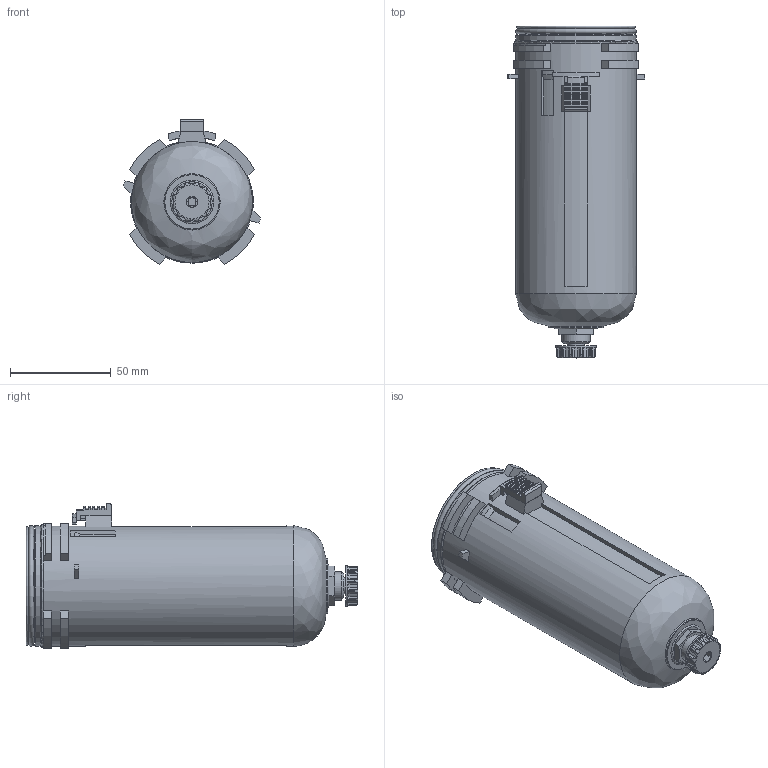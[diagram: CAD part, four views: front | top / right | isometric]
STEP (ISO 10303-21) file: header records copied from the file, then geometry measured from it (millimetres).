
FILE_DESCRIPTION( ( 'STEP AP203' ), ' ' );
FILE_NAME( '90004.0200.stp', '2017-03-10T08:46:38', ( '' ), ( '' ), ' ', 'PARTsolutions', ' ' );
FILE_SCHEMA( ( 'CONFIG_CONTROL_DESIGN' ) );
Length unit declared in the file: millimetre
Products named in the file (4): 90004.0200; _90004.0200_G; _90004.0200_A; _90004.0200_RE
Assembly tree (3 placements, depth 2):
  90004.0200
    _90004.0200_G
    _90004.0200_A
    _90004.0200_RE
Bounding box: 68.18 x 165 x 71.93 mm (x, y, z)
Volume: 416200 mm3; surface area: 40031.7 mm2
Topology: 3 solids, 3 shells, 290 faces, 773 edges, 506 vertices
Faces by surface type: plane 137, cylinder 106, torus 35, cone 11, bspline 1
Full cylindrical faces by diameter (mm): 4 x1, 8 x1, 14 x1, 20 x1, 27 x1, 55.6 x2, 59.8 x1, 60 x1
Entity records: 9546 total; most frequent: CARTESIAN_POINT 2306, ORIENTED_EDGE 1484, DIRECTION 1476, EDGE_CURVE 742, AXIS2_PLACEMENT_3D 563, VERTEX_POINT 501, LINE 350, VECTOR 350
